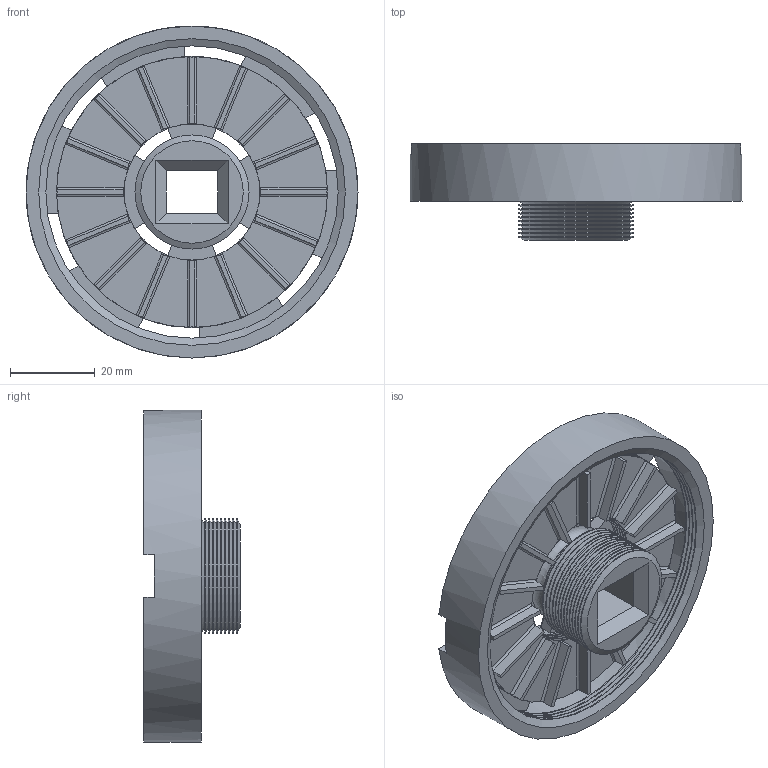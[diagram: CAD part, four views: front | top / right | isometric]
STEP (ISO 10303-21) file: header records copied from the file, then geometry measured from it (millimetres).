
FILE_DESCRIPTION(/* description */ (''),/* implementation_level */ '2;1');
FILE_NAME(/* name */ 'RSTXS_cover.stp',/* time_stamp */ '2017-03-14T13:04:08+01:00',/* author */ (''),/* organization */ (''),/* preprocessor_version */ 'ST-DEVELOPER v16',/* originating_system */ 'SIEMENS PLM Software NX 10.0',/* authorisation */ '');
FILE_SCHEMA (('CONFIG_CONTROL_DESIGN'));
Length unit declared in the file: millimetre
Products named in the file (1): Scherplatte_frictional_4thprototype
Bounding box: 78.26 x 22.74 x 78.26 mm (x, y, z)
Volume: 36339.7 mm3; surface area: 27263.4 mm2
Topology: 1 solids, 1 shells, 299 faces, 736 edges, 471 vertices
Faces by surface type: plane 152, cylinder 114, cone 30, torus 3
Full cylindrical faces by diameter (mm): 19.545 x1, 24.139 x3, 26.9 x14, 32.1 x5, 34.149 x1, 34.152 x3, 61.844 x4, 63.9 x5, 68.9 x4, 71.675 x3, 72.295 x1, 78.255 x1
Entity records: 9334 total; most frequent: CARTESIAN_POINT 2401, DIRECTION 1436, ORIENTED_EDGE 1308, EDGE_CURVE 654, AXIS2_PLACEMENT_3D 555, VERTEX_POINT 464, EDGE_LOOP 426, LINE 326
